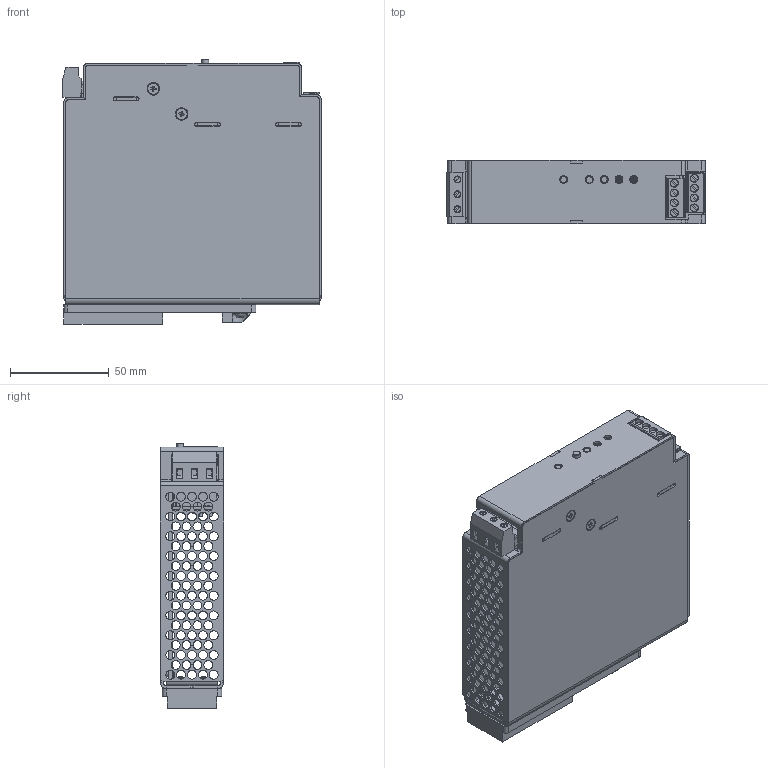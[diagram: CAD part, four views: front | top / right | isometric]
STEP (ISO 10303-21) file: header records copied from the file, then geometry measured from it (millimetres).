
FILE_DESCRIPTION(('STEP AP203'), '1');
FILE_NAME('ÀÍÆÅ.436234.007 - Ìîäóëü ýëåêòðîïèòàíèÿ ÊÀÍ-Ä75', '', ('UNSPECIFIED'), ('UNSPECIFIED'), 'ASCON STEP Converter 1.6', 'ASCON Math Kernel', '');
FILE_SCHEMA(('CONFIG_CONTROL_DESIGN'));
Length unit declared in the file: millimetre
Products named in the file (31): ?ﾍﾆﾅ.436234.007; ?ﾍﾆﾅ.469635.022; 櫛ち.713111.002; ?dstb_2.5-4-g; mdstb_2.5-4-g; ?stb_2.5-4-st; mstb_2.5-4-st; 2EDGRC-7.5-03P-14-00A; ﾊ15; 2EDGK-7,5-03P-14-00A(H); 42WUM; C-2-1825027-0; 3362W001; ?ﾍﾆﾅ.301440.033; 櫛ち.745312.053; ?ﾍﾆﾅ.301440.034; 櫛ち.745418.024; 購葠.713111.001; ?ﾍﾆﾅ.301440.032; 櫛ち.745312.052
Assembly tree (51 placements, depth 4):
  ?ﾍﾆﾅ.436234.007
    (unnamed)
    (unnamed)  x10
    ?ﾍﾆﾅ.469635.022
      (unnamed)
      櫛ち.713111.002  x4
      (unnamed)
      ?dstb_2.5-4-g
        mdstb_2.5-4-g
      ?stb_2.5-4-st  x2
        mstb_2.5-4-st
      (unnamed)
      2EDGRC-7.5-03P-14-00A
      ﾊ15  x2
      (unnamed)  x2
      2EDGK-7,5-03P-14-00A(H)
      42WUM  x2
      C-2-1825027-0
      3362W001  x2
    ?ﾍﾆﾅ.301440.033
      櫛ち.745312.053
      (unnamed)
    (unnamed)  x3
    ?ﾍﾆﾅ.301440.034
      櫛ち.745418.024
      購葠.713111.001
      購葠.713111.001
      購葠.713111.001
      購葠.713111.001
    ?ﾍﾆﾅ.301440.032
      櫛ち.745312.052
      (unnamed)  x2
Bounding box: 130.45 x 32 x 133.86 mm (x, y, z)
Volume: 126690.8 mm3; surface area: 152017.7 mm2
Topology: 49 solids, 49 shells, 4468 faces, 11614 edges, 7540 vertices
Faces by surface type: plane 3186, cylinder 795, bspline 354, cone 95, torus 33, sphere 5
Full cylindrical faces by diameter (mm): 0.254 x4, 0.305 x2, 0.406 x2, 0.457 x6, 0.586 x2, 0.66 x2, 0.8 x6, 0.85 x6, 0.9 x2, 0.94 x4, 1 x4, 1.05 x2, 1.4 x2, 1.5 x10, 1.9 x4, 2.2 x2, 2.459 x8, 2.845 x2, 2.946 x2, 3 x12, 3.175 x2, 3.2 x4, 3.242 x3, 3.5 x13, 3.505 x3, 4 x16, 4.2 x5, 4.5 x171, 5 x4, 5.38 x3
Entity records: 122517 total; most frequent: CARTESIAN_POINT 30195, ORIENTED_EDGE 13808, DIRECTION 13126, EDGE_CURVE 6904, LINE 5028, VECTOR 5028, VERTEX_POINT 4641, AXIS2_PLACEMENT_3D 4049
